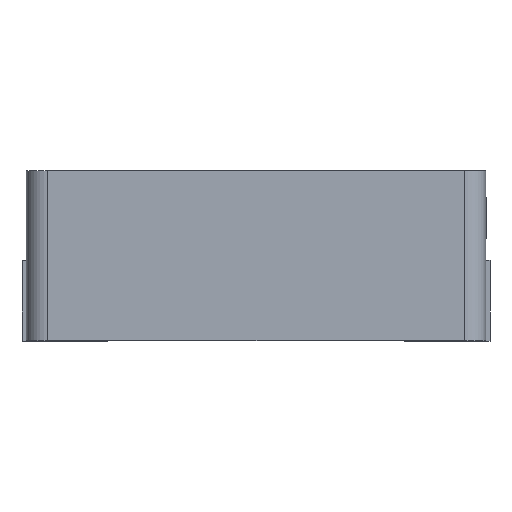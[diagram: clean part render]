
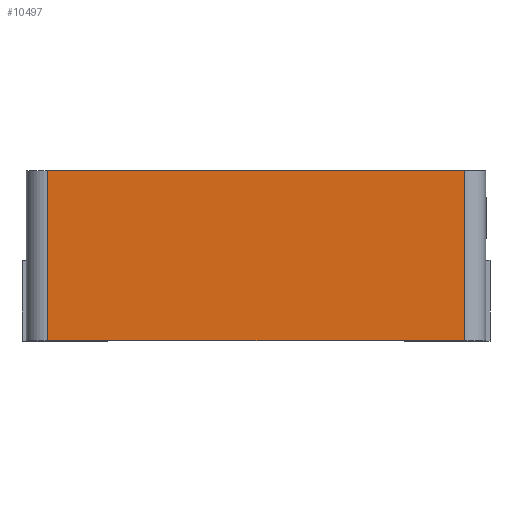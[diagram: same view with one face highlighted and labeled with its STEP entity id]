
A CAD part, front view. The second image highlights one B-rep face of the part: STEP entity #10497.
In plain terms, the highlighted planar face has unit normal (0, -1, 0).
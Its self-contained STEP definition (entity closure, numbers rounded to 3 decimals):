
#82 = VERTEX_POINT ( 'NONE', #4800 ) ;
#1273 = FACE_OUTER_BOUND ( 'NONE', #2052, .T. ) ;
#1977 = ORIENTED_EDGE ( 'NONE', *, *, #12946, .T. ) ;
#1986 = VECTOR ( 'NONE', #9707, 1000. ) ;
#2052 = EDGE_LOOP ( 'NONE', ( #5734, #18591, #1977, #5508 ) ) ;
#2153 = EDGE_CURVE ( 'NONE', #4787, #82, #12163, .T. ) ;
#2228 = LINE ( 'NONE', #14222, #1986 ) ;
#3069 = DIRECTION ( 'NONE',  ( 0., 1., 0. ) ) ;
#3812 = LINE ( 'NONE', #9572, #9278 ) ;
#3848 = VECTOR ( 'NONE', #10725, 1000. ) ;
#4489 = CARTESIAN_POINT ( 'NONE',  ( -5.4, -5.1, 4. ) ) ;
#4787 = VERTEX_POINT ( 'NONE', #14700 ) ;
#4800 = CARTESIAN_POINT ( 'NONE',  ( 4.9, -5.1, 4. ) ) ;
#5351 = DIRECTION ( 'NONE',  ( 1., 0., 0. ) ) ;
#5508 = ORIENTED_EDGE ( 'NONE', *, *, #2153, .T. ) ;
#5734 = ORIENTED_EDGE ( 'NONE', *, *, #18795, .F. ) ;
#6338 = EDGE_CURVE ( 'NONE', #14044, #11380, #12150, .T. ) ;
#6580 = CARTESIAN_POINT ( 'NONE',  ( -4.9, -5.1, 4. ) ) ;
#6898 = CARTESIAN_POINT ( 'NONE',  ( -4.9, -5.1, 0. ) ) ;
#7618 = AXIS2_PLACEMENT_3D ( 'NONE', #4489, #3069, #11888 ) ;
#7731 = CARTESIAN_POINT ( 'NONE',  ( 4.9, -5.1, 4. ) ) ;
#8551 = PLANE ( 'NONE',  #7618 ) ;
#9278 = VECTOR ( 'NONE', #5351, 1000. ) ;
#9572 = CARTESIAN_POINT ( 'NONE',  ( -5.4, -5.1, 0. ) ) ;
#9707 = DIRECTION ( 'NONE',  ( 1., 0., 0. ) ) ;
#10497 = ADVANCED_FACE ( 'NONE', ( #1273 ), #8551, .F. ) ;
#10711 = DIRECTION ( 'NONE',  ( 0., 0., -1. ) ) ;
#10725 = DIRECTION ( 'NONE',  ( 0., 0., 1. ) ) ;
#11380 = VERTEX_POINT ( 'NONE', #6898 ) ;
#11888 = DIRECTION ( 'NONE',  ( 0., 0., 1. ) ) ;
#12150 = LINE ( 'NONE', #17945, #14156 ) ;
#12163 = LINE ( 'NONE', #7731, #3848 ) ;
#12946 = EDGE_CURVE ( 'NONE', #11380, #4787, #3812, .T. ) ;
#14044 = VERTEX_POINT ( 'NONE', #6580 ) ;
#14156 = VECTOR ( 'NONE', #10711, 1000. ) ;
#14222 = CARTESIAN_POINT ( 'NONE',  ( -5.4, -5.1, 4. ) ) ;
#14700 = CARTESIAN_POINT ( 'NONE',  ( 4.9, -5.1, 0. ) ) ;
#17945 = CARTESIAN_POINT ( 'NONE',  ( -4.9, -5.1, 4. ) ) ;
#18591 = ORIENTED_EDGE ( 'NONE', *, *, #6338, .T. ) ;
#18795 = EDGE_CURVE ( 'NONE', #14044, #82, #2228, .T. ) ;
